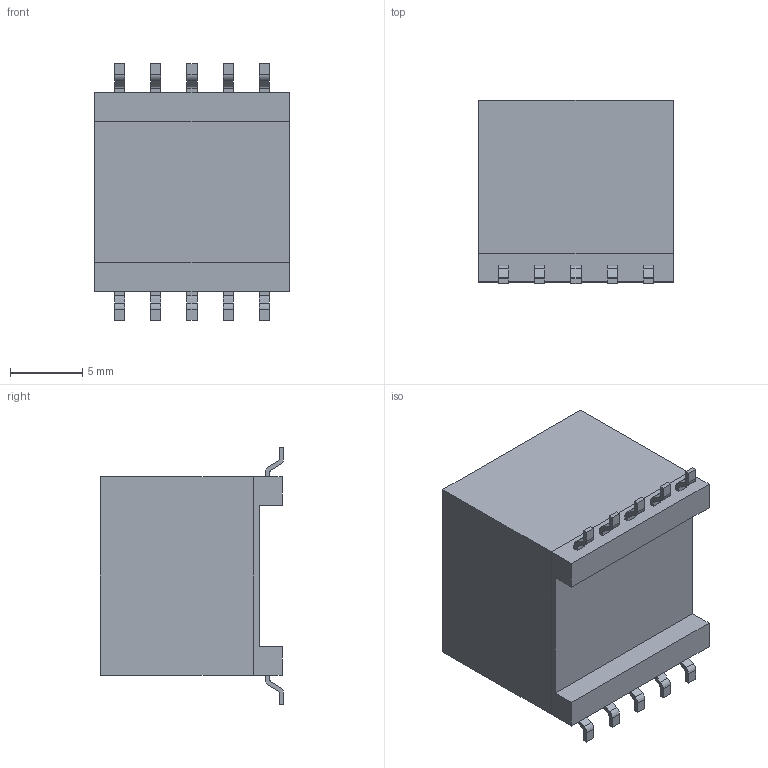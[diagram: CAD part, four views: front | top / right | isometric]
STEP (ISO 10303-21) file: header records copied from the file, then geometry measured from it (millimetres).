
FILE_DESCRIPTION (( 'STEP AP214' ), '1' );
FILE_NAME ('SM91047EL.STEP', '2022-01-01T00:59:47', ( '' ), ( '' ), 'SwSTEP 2.0', 'SolidWorks 2017', '' );
FILE_SCHEMA (( 'AUTOMOTIVE_DESIGN' ));
Length unit declared in the file: millimetre
Products named in the file (1): SM91047EL
Bounding box: 13.5 x 12.7 x 17.8 mm (x, y, z)
Volume: 2140.9 mm3; surface area: 1500 mm2
Topology: 13 solids, 13 shells, 163 faces, 408 edges, 272 vertices
Faces by surface type: plane 119, cylinder 44
Entity records: 5003 total; most frequent: CARTESIAN_POINT 844, DIRECTION 824, ORIENTED_EDGE 816, EDGE_CURVE 408, LINE 320, VECTOR 320, VERTEX_POINT 272, AXIS2_PLACEMENT_3D 252
